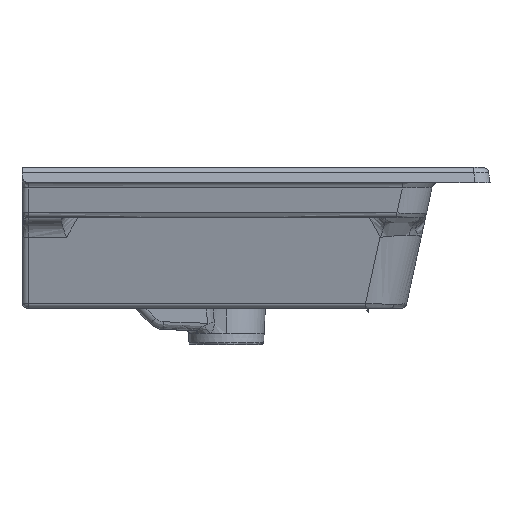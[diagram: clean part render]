
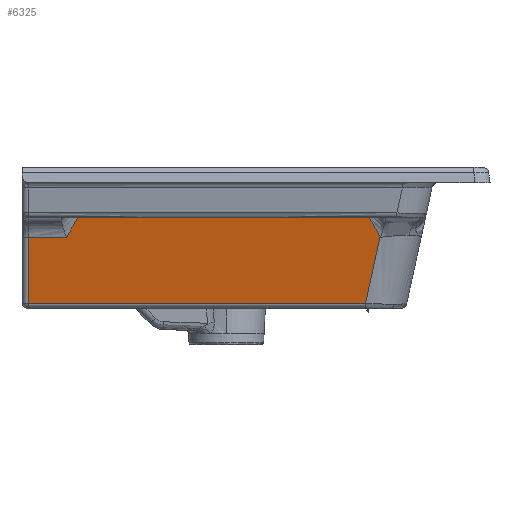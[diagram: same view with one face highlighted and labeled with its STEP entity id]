
A CAD part, left-side view. The second image highlights one B-rep face of the part: STEP entity #6325.
In plain terms, the highlighted free-form (B-spline) face has degree [1, 1] with [2, 2] control points.
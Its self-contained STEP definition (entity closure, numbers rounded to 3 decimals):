
#1901 = EDGE_CURVE ( 'NONE', #30562, #11965, #25811, .T. ) ;
#3977 = EDGE_CURVE ( 'NONE', #6371, #7196, #16795, .T. ) ;
#5451 = ORIENTED_EDGE ( 'NONE', *, *, #39422, .T. ) ;
#5639 = CARTESIAN_POINT ( 'NONE',  ( -236.549, 225.5, -135.33 ) ) ;
#6212 = CARTESIAN_POINT ( 'NONE',  ( -257.222, -105.926, -44.371 ) ) ;
#6325 = ADVANCED_FACE ( 'NONE', ( #66246 ), #38836, .T. ) ;
#6371 = VERTEX_POINT ( 'NONE', #18483 ) ;
#6849 = VERTEX_POINT ( 'NONE', #30154 ) ;
#7196 = VERTEX_POINT ( 'NONE', #5639 ) ;
#9634 = B_SPLINE_CURVE_WITH_KNOTS ( 'NONE', 3,
 ( #23469, #59378, #38710, #43130 ),
 .UNSPECIFIED., .F., .F.,
 ( 4, 4 ),
 ( 0., 1. ),
 .UNSPECIFIED. ) ;
#10144 = CARTESIAN_POINT ( 'NONE',  ( -257.222, 168.519, -44.371 ) ) ;
#10499 = VERTEX_POINT ( 'NONE', #18998 ) ;
#10761 = ORIENTED_EDGE ( 'NONE', *, *, #37513, .T. ) ;
#11270 = CARTESIAN_POINT ( 'NONE',  ( -256.76, -110.667, -46.401 ) ) ;
#11965 = VERTEX_POINT ( 'NONE', #51893 ) ;
#12598 = CARTESIAN_POINT ( 'NONE',  ( -256.985, -109.305, -45.413 ) ) ;
#13591 = CARTESIAN_POINT ( 'NONE',  ( -255.999, 175.956, -49.752 ) ) ;
#13992 = CARTESIAN_POINT ( 'NONE',  ( -251.68, -124.314, -68.754 ) ) ;
#14560 = ORIENTED_EDGE ( 'NONE', *, *, #63354, .T. ) ;
#15924 = VERTEX_POINT ( 'NONE', #29367 ) ;
#16795 = B_SPLINE_CURVE_WITH_KNOTS ( 'NONE', 1,
 ( #23262, #17168 ),
 .UNSPECIFIED., .F., .F.,
 ( 2, 2 ),
 ( 0., 1. ),
 .UNSPECIFIED. ) ;
#16821 = VERTEX_POINT ( 'NONE', #44559 ) ;
#17161 = CARTESIAN_POINT ( 'NONE',  ( -251.52, 225.5, -69.459 ) ) ;
#17168 = CARTESIAN_POINT ( 'NONE',  ( -236.549, 225.5, -135.33 ) ) ;
#18082 = ORIENTED_EDGE ( 'NONE', *, *, #3977, .T. ) ;
#18483 = CARTESIAN_POINT ( 'NONE',  ( -251.52, 225.5, -69.459 ) ) ;
#18587 = CARTESIAN_POINT ( 'NONE',  ( -257.222, 168.519, -44.371 ) ) ;
#18998 = CARTESIAN_POINT ( 'NONE',  ( -257.222, 168.519, -44.371 ) ) ;
#22827 = EDGE_CURVE ( 'NONE', #16821, #15924, #42654, .T. ) ;
#23101 = CARTESIAN_POINT ( 'NONE',  ( -255.975, -113.487, -49.859 ) ) ;
#23262 = CARTESIAN_POINT ( 'NONE',  ( -251.52, 225.5, -69.459 ) ) ;
#23469 = CARTESIAN_POINT ( 'NONE',  ( -236.549, -109.778, -135.33 ) ) ;
#23677 = CARTESIAN_POINT ( 'NONE',  ( -257.192, 169.794, -44.501 ) ) ;
#24012 = CARTESIAN_POINT ( 'NONE',  ( -256.77, 173.176, -46.357 ) ) ;
#24104 = CARTESIAN_POINT ( 'NONE',  ( -251.52, 187.334, -69.459 ) ) ;
#24170 = CARTESIAN_POINT ( 'NONE',  ( -254.543, -117.096, -56.157 ) ) ;
#24502 = CARTESIAN_POINT ( 'NONE',  ( -253.112, -120.705, -62.456 ) ) ;
#24574 = CARTESIAN_POINT ( 'NONE',  ( -257.222, 225.5, -44.371 ) ) ;
#25811 = B_SPLINE_CURVE_WITH_KNOTS ( 'NONE', 3,
 ( #23101, #47844, #43763, #48175, #11270, #12598, #32920, #31915, #64436, #6212 ),
 .UNSPECIFIED., .F., .F.,
 ( 4, 2, 2, 2, 4 ),
 ( 0., 0.25, 0.5, 0.75, 1. ),
 .UNSPECIFIED. ) ;
#27136 = B_SPLINE_CURVE_WITH_KNOTS ( 'NONE', 3,
 ( #13992, #24502, #24170, #65841 ),
 .UNSPECIFIED., .F., .F.,
 ( 4, 4 ),
 ( 0., 1. ),
 .UNSPECIFIED. ) ;
#29367 = CARTESIAN_POINT ( 'NONE',  ( -251.52, 187.334, -69.459 ) ) ;
#30089 = ORIENTED_EDGE ( 'NONE', *, *, #37734, .T. ) ;
#30154 = CARTESIAN_POINT ( 'NONE',  ( -251.68, -124.314, -68.754 ) ) ;
#30562 = VERTEX_POINT ( 'NONE', #53903 ) ;
#30631 = CARTESIAN_POINT ( 'NONE',  ( -236.549, 225.5, -135.33 ) ) ;
#31915 = CARTESIAN_POINT ( 'NONE',  ( -257.191, -107.223, -44.504 ) ) ;
#32920 = CARTESIAN_POINT ( 'NONE',  ( -257.073, -108.605, -45.027 ) ) ;
#32960 = VERTEX_POINT ( 'NONE', #61769 ) ;
#33709 = B_SPLINE_CURVE_WITH_KNOTS ( 'NONE', 1,
 ( #66052, #10144 ),
 .UNSPECIFIED., .F., .F.,
 ( 2, 2 ),
 ( 0., 1. ),
 .UNSPECIFIED. ) ;
#34160 = CARTESIAN_POINT ( 'NONE',  ( -255.999, 175.956, -49.752 ) ) ;
#34258 = CARTESIAN_POINT ( 'NONE',  ( -253.013, 183.541, -62.89 ) ) ;
#34603 = CARTESIAN_POINT ( 'NONE',  ( -254.506, 179.748, -56.321 ) ) ;
#34740 = B_SPLINE_CURVE_WITH_KNOTS ( 'NONE', 1,
 ( #53100, #17161 ),
 .UNSPECIFIED., .F., .F.,
 ( 2, 2 ),
 ( 0., 1. ),
 .UNSPECIFIED. ) ;
#37513 = EDGE_CURVE ( 'NONE', #7196, #32960, #46824, .T. ) ;
#37734 = EDGE_CURVE ( 'NONE', #32960, #6849, #9634, .T. ) ;
#38710 = CARTESIAN_POINT ( 'NONE',  ( -246.636, -119.468, -90.946 ) ) ;
#38836 = B_SPLINE_SURFACE_WITH_KNOTS ( 'NONE', 1, 1, ( 
 ( #60828, #54736 ),
 ( #45900, #24574 ) ),
 .UNSPECIFIED., .F., .F., .F.,
 ( 2, 2 ),
 ( 2, 2 ),
 ( 0., 1. ),
 ( 0., 1. ),
 .UNSPECIFIED. ) ;
#39252 = CARTESIAN_POINT ( 'NONE',  ( -256.338, 174.989, -48.26 ) ) ;
#39422 = EDGE_CURVE ( 'NONE', #11965, #10499, #33709, .T. ) ;
#40812 = ORIENTED_EDGE ( 'NONE', *, *, #60312, .T. ) ;
#42654 = B_SPLINE_CURVE_WITH_KNOTS ( 'NONE', 3,
 ( #13591, #34603, #34258, #24104 ),
 .UNSPECIFIED., .F., .F.,
 ( 4, 4 ),
 ( 0., 1. ),
 .UNSPECIFIED. ) ;
#43130 = CARTESIAN_POINT ( 'NONE',  ( -251.68, -124.314, -68.754 ) ) ;
#43763 = CARTESIAN_POINT ( 'NONE',  ( -256.319, -112.51, -48.342 ) ) ;
#44339 = CARTESIAN_POINT ( 'NONE',  ( -256.638, 173.816, -46.941 ) ) ;
#44559 = CARTESIAN_POINT ( 'NONE',  ( -255.999, 175.956, -49.752 ) ) ;
#44683 = CARTESIAN_POINT ( 'NONE',  ( -257.076, 171.151, -45.012 ) ) ;
#45900 = CARTESIAN_POINT ( 'NONE',  ( -257.222, -126.413, -44.371 ) ) ;
#46824 = B_SPLINE_CURVE_WITH_KNOTS ( 'NONE', 1,
 ( #30631, #66886 ),
 .UNSPECIFIED., .F., .F.,
 ( 2, 2 ),
 ( 0., 1. ),
 .UNSPECIFIED. ) ;
#47844 = CARTESIAN_POINT ( 'NONE',  ( -256.151, -113.042, -49.082 ) ) ;
#48175 = CARTESIAN_POINT ( 'NONE',  ( -256.625, -111.319, -46.997 ) ) ;
#49756 = CARTESIAN_POINT ( 'NONE',  ( -256.99, 171.839, -45.39 ) ) ;
#51893 = CARTESIAN_POINT ( 'NONE',  ( -257.222, -105.926, -44.371 ) ) ;
#53100 = CARTESIAN_POINT ( 'NONE',  ( -251.52, 187.334, -69.459 ) ) ;
#53903 = CARTESIAN_POINT ( 'NONE',  ( -255.975, -113.487, -49.859 ) ) ;
#54736 = CARTESIAN_POINT ( 'NONE',  ( -236.549, 225.5, -135.33 ) ) ;
#55826 = ORIENTED_EDGE ( 'NONE', *, *, #1901, .T. ) ;
#57540 = B_SPLINE_CURVE_WITH_KNOTS ( 'NONE', 3,
 ( #18587, #60929, #23677, #44683, #49756, #24012, #44339, #39252, #65016, #34160 ),
 .UNSPECIFIED., .F., .F.,
 ( 4, 2, 2, 2, 4 ),
 ( 0., 0.25, 0.5, 0.75, 1. ),
 .UNSPECIFIED. ) ;
#58168 = EDGE_CURVE ( 'NONE', #6849, #30562, #27136, .T. ) ;
#59378 = CARTESIAN_POINT ( 'NONE',  ( -241.593, -114.623, -113.138 ) ) ;
#59672 = ORIENTED_EDGE ( 'NONE', *, *, #22827, .T. ) ;
#60312 = EDGE_CURVE ( 'NONE', #10499, #16821, #57540, .T. ) ;
#60828 = CARTESIAN_POINT ( 'NONE',  ( -236.549, -126.413, -135.33 ) ) ;
#60929 = CARTESIAN_POINT ( 'NONE',  ( -257.222, 169.134, -44.371 ) ) ;
#61769 = CARTESIAN_POINT ( 'NONE',  ( -236.549, -109.778, -135.33 ) ) ;
#61897 = EDGE_LOOP ( 'NONE', ( #40812, #59672, #14560, #18082, #10761, #30089, #65413, #55826, #5451 ) ) ;
#63354 = EDGE_CURVE ( 'NONE', #15924, #6371, #34740, .T. ) ;
#64436 = CARTESIAN_POINT ( 'NONE',  ( -257.222, -106.551, -44.371 ) ) ;
#65016 = CARTESIAN_POINT ( 'NONE',  ( -256.173, 175.514, -48.987 ) ) ;
#65413 = ORIENTED_EDGE ( 'NONE', *, *, #58168, .T. ) ;
#65841 = CARTESIAN_POINT ( 'NONE',  ( -255.975, -113.487, -49.859 ) ) ;
#66052 = CARTESIAN_POINT ( 'NONE',  ( -257.222, -105.926, -44.371 ) ) ;
#66246 = FACE_OUTER_BOUND ( 'NONE', #61897, .T. ) ;
#66886 = CARTESIAN_POINT ( 'NONE',  ( -236.549, -109.778, -135.33 ) ) ;
